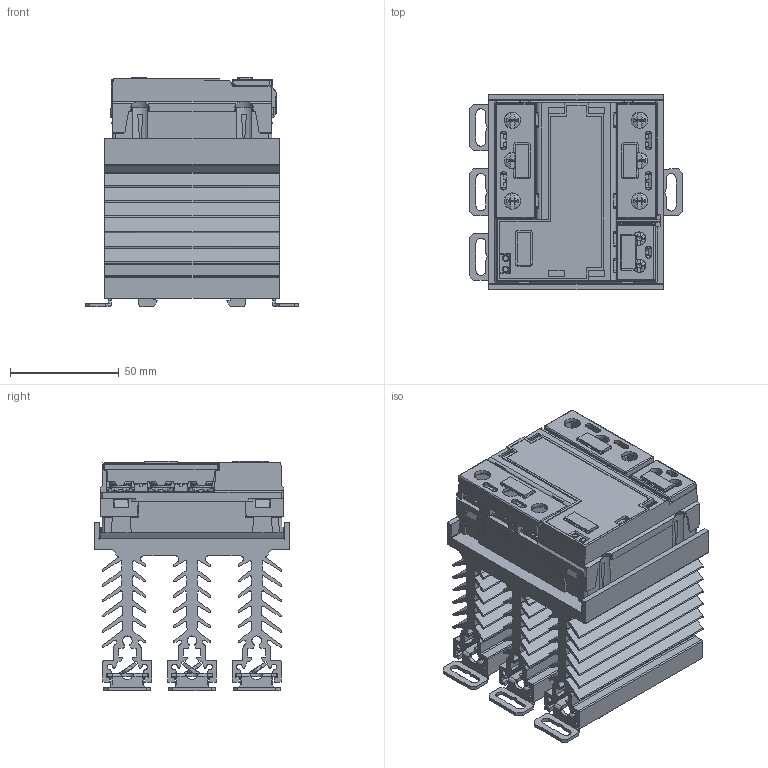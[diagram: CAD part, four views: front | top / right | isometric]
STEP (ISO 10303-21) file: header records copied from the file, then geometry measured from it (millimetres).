
FILE_DESCRIPTION(/* description */ (''),/* implementation_level */ '2;1');
FILE_NAME(/* name */ '3d_HS3D5HV024E230.stp',/* time_stamp */ '2023-11-28T18:22:29+01:00',/* author */ (''),/* organization */ (''),/* preprocessor_version */ 'ST-DEVELOPER v16.7',/* originating_system */ 'SIEMENS PLM Software NX 12.0',/* authorisation */ '');
FILE_SCHEMA (('AUTOMOTIVE_DESIGN { 1 0 10303 214 3 1 1 1 }'));
Products named in the file (1): RuggFA7C5A41tqhs
Bounding box: 98.02 x 89.8 x 105.52 mm (x, y, z)
Surface area: 152828.1 mm2 (no closed solid volume)
Topology: 0 solids, 72 shells, 2034 faces, 8225 edges, 5908 vertices
Faces by surface type: plane 1254, cylinder 463, cone 174, bspline 57, torus 43, sphere 43
Full cylindrical faces by diameter (mm): 2.35 x2, 3 x6, 3.12 x1, 3.45 x2, 4.38 x6, 8.4 x2
Entity records: 97492 total; most frequent: CARTESIAN_POINT 43288, ORIENTED_EDGE 12898, EDGE_CURVE 8110, B_SPLINE_CURVE_WITH_KNOTS 6255, DIRECTION 6216, VERTEX_POINT 5885, AXIS2_PLACEMENT_3D 2382, EDGE_LOOP 2189
